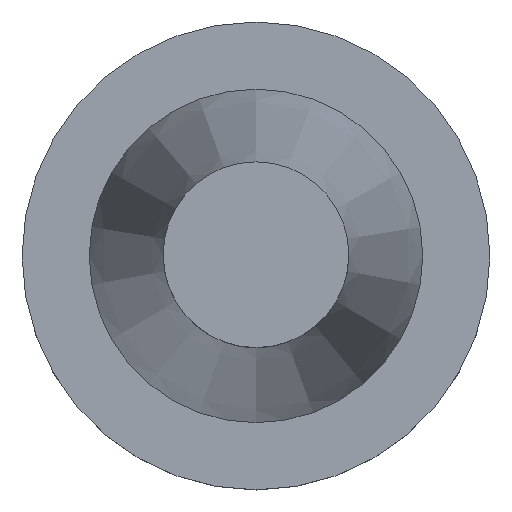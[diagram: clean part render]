
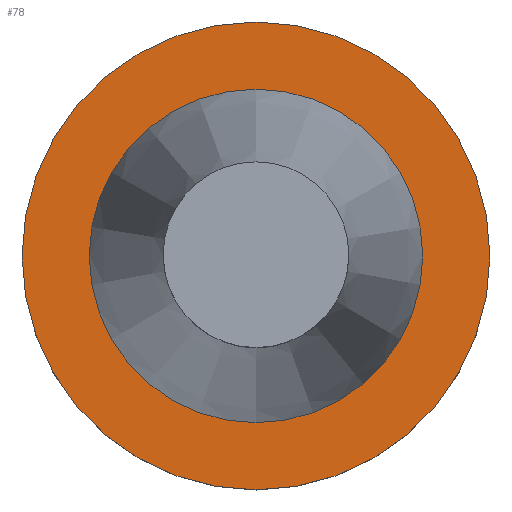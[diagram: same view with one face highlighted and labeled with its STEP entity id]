
A CAD part, top view. The second image highlights one B-rep face of the part: STEP entity #78.
In plain terms, the highlighted planar face has unit normal (0, 0, 1).
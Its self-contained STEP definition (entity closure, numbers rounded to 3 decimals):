
#78=ADVANCED_FACE('',(#100,#101),#93,.F.);
#93=PLANE('',#295);
#100=FACE_BOUND('',#114,.T.);
#101=FACE_BOUND('',#115,.T.);
#114=EDGE_LOOP('',(#136));
#115=EDGE_LOOP('',(#137,#138));
#136=ORIENTED_EDGE('',*,*,#219,.F.);
#137=ORIENTED_EDGE('',*,*,#220,.T.);
#138=ORIENTED_EDGE('',*,*,#221,.T.);
#194=VERTEX_POINT('',#417);
#195=VERTEX_POINT('',#419);
#196=VERTEX_POINT('',#420);
#219=EDGE_CURVE('',#194,#194,#248,.T.);
#220=EDGE_CURVE('',#195,#196,#249,.T.);
#221=EDGE_CURVE('',#196,#195,#250,.T.);
#248=CIRCLE('',#292,31.5);
#249=CIRCLE('',#293,22.458);
#250=CIRCLE('',#294,22.458);
#292=AXIS2_PLACEMENT_3D('',#416,#334,#335);
#293=AXIS2_PLACEMENT_3D('',#418,#336,#337);
#294=AXIS2_PLACEMENT_3D('',#421,#338,#339);
#295=AXIS2_PLACEMENT_3D('',#422,#340,#341);
#334=DIRECTION('',(0.,0.,-1.));
#335=DIRECTION('',(-1.,0.,0.));
#336=DIRECTION('',(0.,0.,-1.));
#337=DIRECTION('',(-1.,0.,0.));
#338=DIRECTION('',(0.,0.,-1.));
#339=DIRECTION('',(-1.,0.,0.));
#340=DIRECTION('',(0.,0.,-1.));
#341=DIRECTION('',(0.,1.,0.));
#416=CARTESIAN_POINT('',(0.,0.,-1.6));
#417=CARTESIAN_POINT('',(-31.5,0.,-1.6));
#418=CARTESIAN_POINT('',(0.,0.,-1.6));
#419=CARTESIAN_POINT('',(0.,22.458,-1.6));
#420=CARTESIAN_POINT('',(0.,-22.458,-1.6));
#421=CARTESIAN_POINT('',(0.,0.,-1.6));
#422=CARTESIAN_POINT('',(0.,0.,-1.6));
